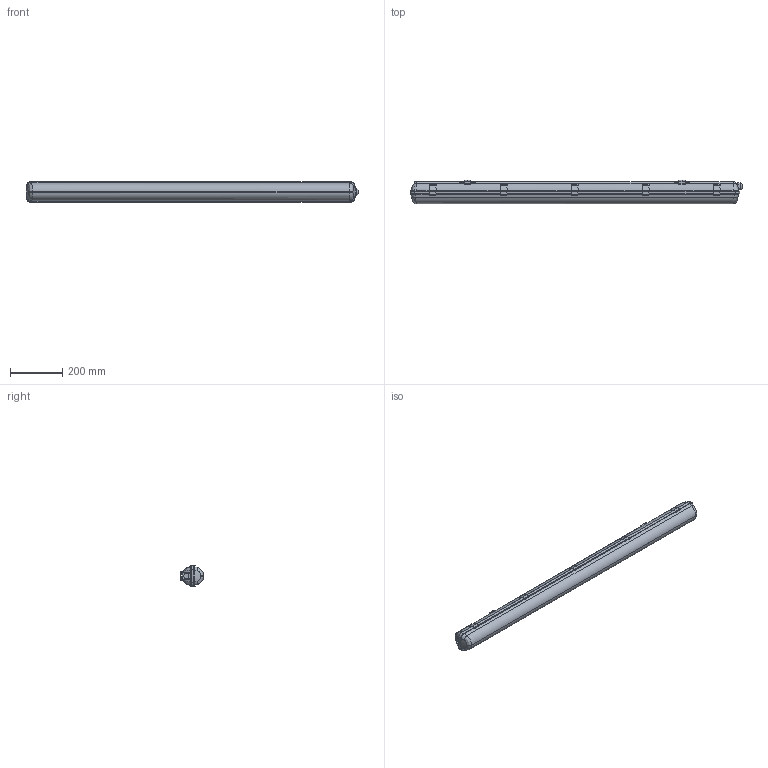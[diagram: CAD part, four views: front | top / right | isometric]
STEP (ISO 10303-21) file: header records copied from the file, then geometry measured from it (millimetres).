
FILE_DESCRIPTION (( 'STEP AP203' ), '1' );
FILE_NAME ('LLSP3-3908-1-36-K03 Ñâåòèëüíèê ËÑÏ3908 ÝÏÐÀ 1õ36Âò IP65 ÈÝÊ.STEP', '2017-08-29T13:04:11', ( '' ), ( '' ), 'SwSTEP 2.0', 'SolidWorks 2014', '' );
FILE_SCHEMA (( 'CONFIG_CONTROL_DESIGN' ));
Length unit declared in the file: millimetre
Products named in the file (1): LLSP3-3908-1-36-K03 Ñâåòèëüíèê ËÑÏ3908 ÝÏÐÀ 1õ36Âò IP65 ÈÝÊ
Bounding box: 1268.93 x 89 x 80.9 mm (x, y, z)
Volume: 4156614.2 mm3; surface area: 585411.7 mm2
Topology: 1 solids, 2 shells, 1049 faces, 2855 edges, 1777 vertices
Faces by surface type: plane 573, cylinder 284, bspline 116, torus 48, sphere 20, cone 8
Full cylindrical faces by diameter (mm): 12.3 x1, 15 x1, 20 x3, 23 x1, 25 x1
Entity records: 39793 total; most frequent: CARTESIAN_POINT 14012, ORIENTED_EDGE 5594, DIRECTION 5071, EDGE_CURVE 2797, LINE 1809, VECTOR 1809, VERTEX_POINT 1769, AXIS2_PLACEMENT_3D 1631
